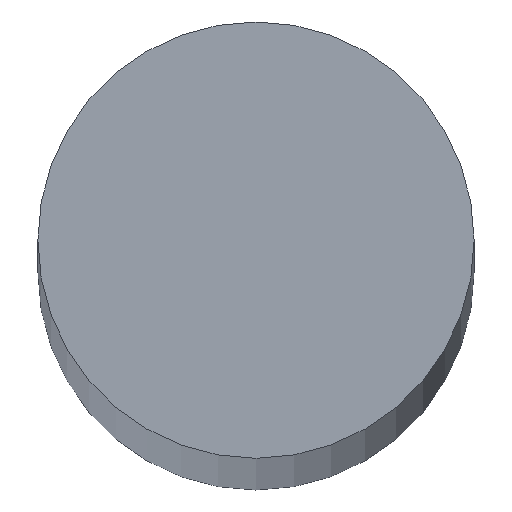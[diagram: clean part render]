
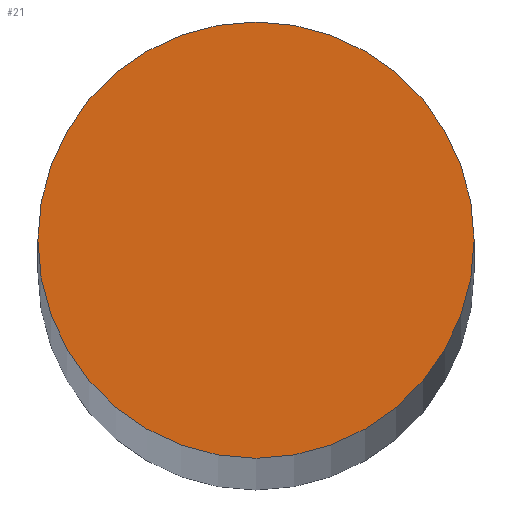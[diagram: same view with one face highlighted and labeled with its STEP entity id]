
A CAD part, top view. The second image highlights one B-rep face of the part: STEP entity #21.
In plain terms, the highlighted planar face has unit normal (0, 0, 1).
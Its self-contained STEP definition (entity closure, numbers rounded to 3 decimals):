
#5 = EDGE_LOOP ( 'NONE', ( #49, #98 ) ) ;
#8 = CARTESIAN_POINT ( 'NONE',  ( -6., 0., 500. ) ) ;
#13 = FACE_OUTER_BOUND ( 'NONE', #5, .T. ) ;
#21 = ADVANCED_FACE ( 'NONE', ( #13 ), #170, .T. ) ;
#49 = ORIENTED_EDGE ( 'NONE', *, *, #95, .T. ) ;
#57 = CIRCLE ( 'NONE', #72, 6. ) ;
#60 = DIRECTION ( 'NONE',  ( 1., 0., 0. ) ) ;
#72 = AXIS2_PLACEMENT_3D ( 'NONE', #93, #173, #122 ) ;
#89 = CIRCLE ( 'NONE', #193, 6. ) ;
#93 = CARTESIAN_POINT ( 'NONE',  ( 0., 0., 500. ) ) ;
#94 = VERTEX_POINT ( 'NONE', #188 ) ;
#95 = EDGE_CURVE ( 'NONE', #99, #94, #89, .T. ) ;
#98 = ORIENTED_EDGE ( 'NONE', *, *, #143, .T. ) ;
#99 = VERTEX_POINT ( 'NONE', #8 ) ;
#100 = CARTESIAN_POINT ( 'NONE',  ( 0., 0., 500. ) ) ;
#118 = DIRECTION ( 'NONE',  ( 0., 0., 1. ) ) ;
#122 = DIRECTION ( 'NONE',  ( 1., 0., 0. ) ) ;
#129 = CARTESIAN_POINT ( 'NONE',  ( 0., 0., 500. ) ) ;
#138 = DIRECTION ( 'NONE',  ( 1., 0., 0. ) ) ;
#143 = EDGE_CURVE ( 'NONE', #94, #99, #57, .T. ) ;
#148 = AXIS2_PLACEMENT_3D ( 'NONE', #129, #197, #60 ) ;
#170 = PLANE ( 'NONE',  #148 ) ;
#173 = DIRECTION ( 'NONE',  ( 0., 0., 1. ) ) ;
#188 = CARTESIAN_POINT ( 'NONE',  ( 6., 0., 500. ) ) ;
#193 = AXIS2_PLACEMENT_3D ( 'NONE', #100, #118, #138 ) ;
#197 = DIRECTION ( 'NONE',  ( 0., 0., 1. ) ) ;
